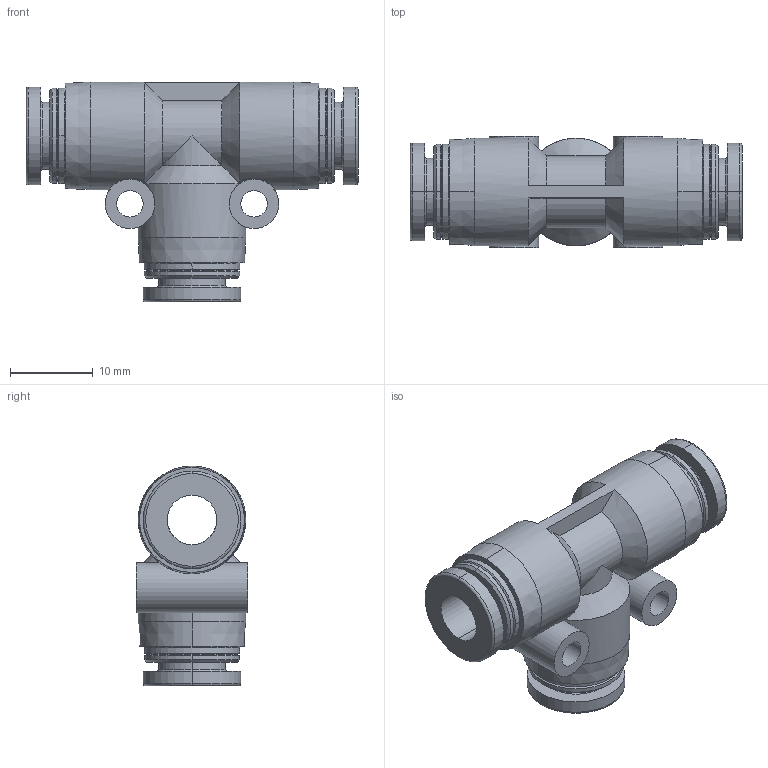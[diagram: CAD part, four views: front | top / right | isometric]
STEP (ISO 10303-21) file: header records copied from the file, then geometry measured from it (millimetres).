
FILE_DESCRIPTION(/* description */ (''),/* implementation_level */ '2;1');
FILE_NAME(/* name */ 'PE06.stp',/* time_stamp */ '2025-02-03T11:14:01-05:00',/* author */ ('esanner'),/* organization */ (''),/* preprocessor_version */ 'ST-DEVELOPER v19',/* originating_system */ 'AutoCAD Mechanical',/* authorisation */ '');
FILE_SCHEMA (('AUTOMOTIVE_DESIGN { 1 0 10303 214 3 1 1 }'));
Length unit declared in the file: millimetre
Products named in the file (1): Product
Bounding box: 40.1 x 13.5 x 26.55 mm (x, y, z)
Volume: 4925.4 mm3; surface area: 4324.7 mm2
Topology: 1 solids, 1 shells, 104 faces, 247 edges, 154 vertices
Faces by surface type: cylinder 38, cone 36, plane 18, torus 12
Full cylindrical faces by diameter (mm): 3.2 x2, 6 x3, 13 x1
Entity records: 3333 total; most frequent: CARTESIAN_POINT 773, DIRECTION 594, ORIENTED_EDGE 500, AXIS2_PLACEMENT_3D 257, EDGE_CURVE 250, VERTEX_POINT 158, CIRCLE 140, EDGE_LOOP 122
